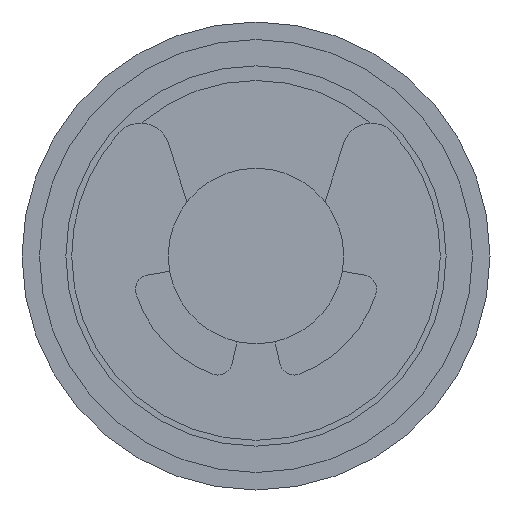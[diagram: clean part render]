
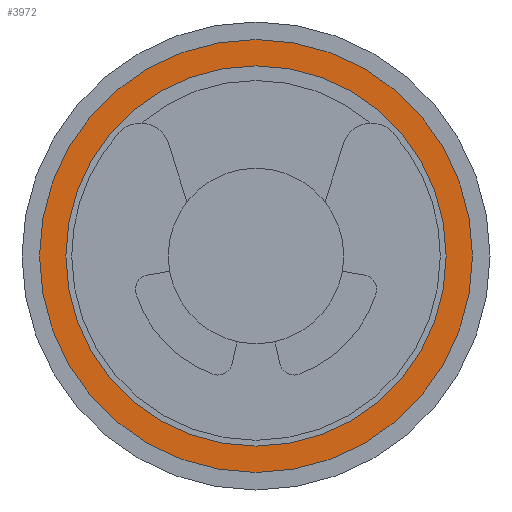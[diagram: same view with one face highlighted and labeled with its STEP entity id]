
A CAD part, front view. The second image highlights one B-rep face of the part: STEP entity #3972.
In plain terms, the highlighted planar face has unit normal (0, -1, 0).
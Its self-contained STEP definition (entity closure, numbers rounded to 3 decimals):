
#256 = CARTESIAN_POINT ( 'NONE',  ( 0., 11., 2.75 ) ) ;
#275 = DIRECTION ( 'NONE',  ( 0., -1., 0. ) ) ;
#655 = CIRCLE ( 'NONE', #6409, 3.7 ) ;
#973 = EDGE_CURVE ( 'Defeature ausgef�hrt1_13+Defeature ausgef�hrt1_7+Defeature ausgef�hrt1_7+Defeature ausgef�hrt1_7', #1853, #7789, #6707, .T. ) ;
#1023 = ORIENTED_EDGE ( 'NONE', *, *, #973, .F. ) ;
#1062 = AXIS2_PLACEMENT_3D ( 'NONE', #6959, #6442, #3280 ) ;
#1496 = AXIS2_PLACEMENT_3D ( 'NONE', #1725, #6584, #1748 ) ;
#1725 = CARTESIAN_POINT ( 'NONE',  ( 0., 11., 0. ) ) ;
#1748 = DIRECTION ( 'NONE',  ( 0., 0., 1. ) ) ;
#1786 = FACE_OUTER_BOUND ( 'NONE', #2451, .T. ) ;
#1853 = VERTEX_POINT ( 'NONE', #2799 ) ;
#1860 = VERTEX_POINT ( 'NONE', #7281 ) ;
#2002 = DIRECTION ( 'NONE',  ( 0., 1., 0. ) ) ;
#2011 = DIRECTION ( 'NONE',  ( 0., 0., 1. ) ) ;
#2451 = EDGE_LOOP ( 'NONE', ( #3960, #6534 ) ) ;
#2592 = CARTESIAN_POINT ( 'NONE',  ( 0., 11., 0. ) ) ;
#2607 = VERTEX_POINT ( 'NONE', #7485 ) ;
#2799 = CARTESIAN_POINT ( 'NONE',  ( 0., 11., -2.75 ) ) ;
#3280 = DIRECTION ( 'NONE',  ( 0., 0., -1. ) ) ;
#3526 = CIRCLE ( 'NONE', #1496, 3.7 ) ;
#3902 = CARTESIAN_POINT ( 'NONE',  ( 0., 11., 0. ) ) ;
#3960 = ORIENTED_EDGE ( 'NONE', *, *, #6686, .F. ) ;
#3963 = DIRECTION ( 'NONE',  ( 0., 0., -1. ) ) ;
#3972 = ADVANCED_FACE ( 'Defeature ausgef�hrt1_7', ( #1786, #5228 ), #6255, .F. ) ;
#3998 = AXIS2_PLACEMENT_3D ( 'NONE', #2592, #6864, #2011 ) ;
#4089 = AXIS2_PLACEMENT_3D ( 'NONE', #3902, #275, #3963 ) ;
#5228 = FACE_BOUND ( 'NONE', #5665, .T. ) ;
#5516 = EDGE_CURVE ( 'Defeature ausgef�hrt1_8+Defeature ausgef�hrt1_7+Defeature ausgef�hrt1_7+Defeature ausgef�hrt1_7', #2607, #1860, #3526, .T. ) ;
#5665 = EDGE_LOOP ( 'NONE', ( #1023, #7756 ) ) ;
#5909 = CIRCLE ( 'NONE', #1062, 2.75 ) ;
#6255 = PLANE ( 'NONE',  #3998 ) ;
#6272 = CARTESIAN_POINT ( 'NONE',  ( 0., 11., 0. ) ) ;
#6409 = AXIS2_PLACEMENT_3D ( 'NONE', #6272, #2002, #6797 ) ;
#6442 = DIRECTION ( 'NONE',  ( 0., -1., 0. ) ) ;
#6534 = ORIENTED_EDGE ( 'NONE', *, *, #5516, .F. ) ;
#6584 = DIRECTION ( 'NONE',  ( 0., 1., 0. ) ) ;
#6686 = EDGE_CURVE ( 'Defeature ausgef�hrt1_8+Defeature ausgef�hrt1_7+Defeature ausgef�hrt1_7+Defeature ausgef�hrt1_7', #1860, #2607, #655, .T. ) ;
#6707 = CIRCLE ( 'NONE', #4089, 2.75 ) ;
#6797 = DIRECTION ( 'NONE',  ( 0., 0., 1. ) ) ;
#6864 = DIRECTION ( 'NONE',  ( 0., 1., 0. ) ) ;
#6959 = CARTESIAN_POINT ( 'NONE',  ( 0., 11., 0. ) ) ;
#7094 = EDGE_CURVE ( 'Defeature ausgef�hrt1_13+Defeature ausgef�hrt1_7+Defeature ausgef�hrt1_7+Defeature ausgef�hrt1_7', #7789, #1853, #5909, .T. ) ;
#7281 = CARTESIAN_POINT ( 'NONE',  ( 0., 11., -3.7 ) ) ;
#7485 = CARTESIAN_POINT ( 'NONE',  ( 0., 11., 3.7 ) ) ;
#7756 = ORIENTED_EDGE ( 'NONE', *, *, #7094, .F. ) ;
#7789 = VERTEX_POINT ( 'NONE', #256 ) ;
